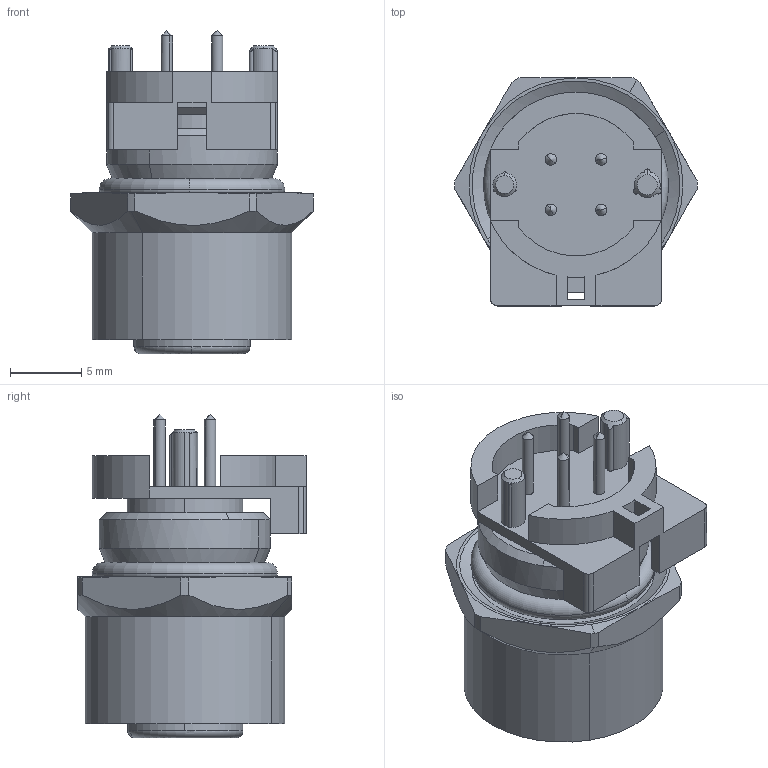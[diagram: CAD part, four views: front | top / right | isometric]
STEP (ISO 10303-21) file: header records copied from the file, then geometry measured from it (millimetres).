
FILE_DESCRIPTION(('CATIA V5R24 STEP','CAx-IF Rec.Pracs.--- Model Styling and Organization---1.2---2011-12-15'),'2;1');
FILE_NAME ('D1461844_0_2422940000_2422940000.stp','2017-08-29T12:10:53+00:00',('none'),('Weidmueller'),'CATIA Version 5-6 Release 2014 SP4 HF52','CATIA V5 STEP AP214','none');
FILE_SCHEMA(('AUTOMOTIVE_DESIGN { 1 0 10303 214 1 1 1 1 }'));
Length unit declared in the file: millimetre
Products named in the file (1): 2422940000
Bounding box: 17 x 16 x 22.7 mm (x, y, z)
Volume: 2169.3 mm3; surface area: 3372.7 mm2
Topology: 5 solids, 5 shells, 417 faces, 1155 edges, 734 vertices
Faces by surface type: plane 148, cylinder 128, bspline 71, cone 38, torus 32
Entity records: 13487 total; most frequent: CARTESIAN_POINT 4084, ORIENTED_EDGE 2218, DIRECTION 1423, EDGE_CURVE 1109, VERTEX_POINT 734, AXIS2_PLACEMENT_3D 662, EDGE_LOOP 459, VECTOR 432
